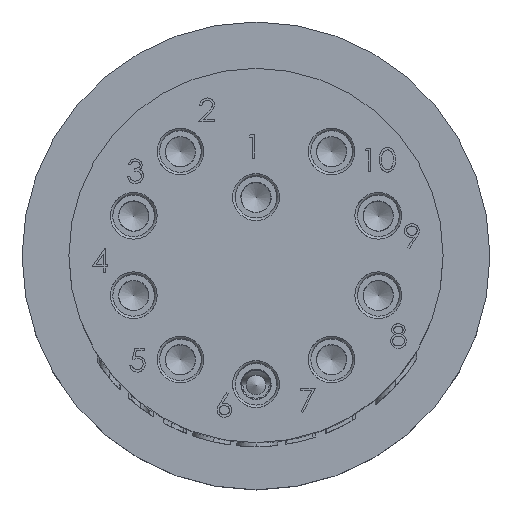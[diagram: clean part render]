
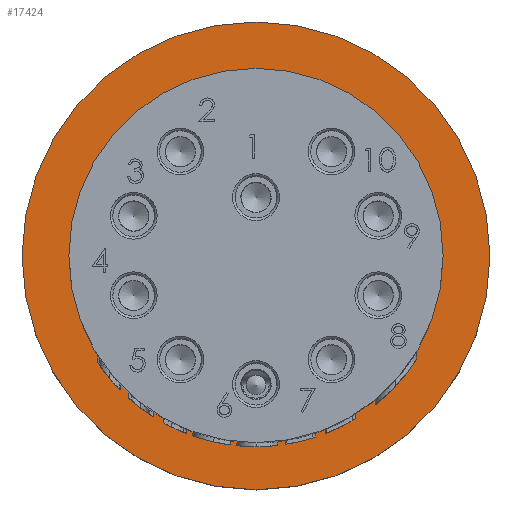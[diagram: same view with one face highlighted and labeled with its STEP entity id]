
A CAD part, top view. The second image highlights one B-rep face of the part: STEP entity #17424.
In plain terms, the highlighted planar face has unit normal (0, 0, 1).
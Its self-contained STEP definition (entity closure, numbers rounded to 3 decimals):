
#315=FACE_BOUND('',#3472,.T.);
#725=PLANE('',#18910);
#2469=FACE_OUTER_BOUND('',#3471,.T.);
#3471=EDGE_LOOP('',(#14878));
#3472=EDGE_LOOP('',(#14879));
#6359=CIRCLE('',#18668,15.875);
#6362=CIRCLE('',#18675,12.7);
#7378=VERTEX_POINT('',#29353);
#7381=VERTEX_POINT('',#29367);
#9457=EDGE_CURVE('',#7378,#7378,#6359,.T.);
#9464=EDGE_CURVE('',#7381,#7381,#6362,.T.);
#14878=ORIENTED_EDGE('',*,*,#9457,.F.);
#14879=ORIENTED_EDGE('',*,*,#9464,.T.);
#17424=ADVANCED_FACE('',(#2469,#315),#725,.F.);
#18668=AXIS2_PLACEMENT_3D('',#29355,#21599,#21600);
#18675=AXIS2_PLACEMENT_3D('',#29369,#21617,#21618);
#18910=AXIS2_PLACEMENT_3D('',#40509,#22548,#22549);
#21599=DIRECTION('center_axis',(0.,0.,-1.));
#21600=DIRECTION('ref_axis',(-1.,0.,0.));
#21617=DIRECTION('center_axis',(0.,0.,-1.));
#21618=DIRECTION('ref_axis',(-1.,0.,0.));
#22548=DIRECTION('center_axis',(0.,0.,-1.));
#22549=DIRECTION('ref_axis',(-1.,0.,0.));
#29353=CARTESIAN_POINT('',(15.875,0.,0.));
#29355=CARTESIAN_POINT('Origin',(0.,0.,0.));
#29367=CARTESIAN_POINT('',(-12.7,0.,0.));
#29369=CARTESIAN_POINT('Origin',(0.,0.,0.));
#40509=CARTESIAN_POINT('Origin',(0.,0.,0.));
